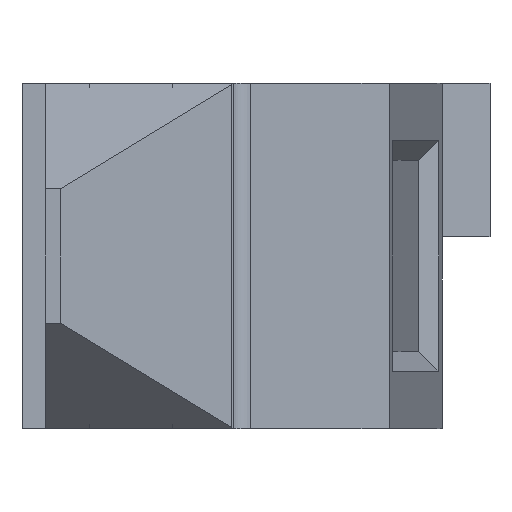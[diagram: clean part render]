
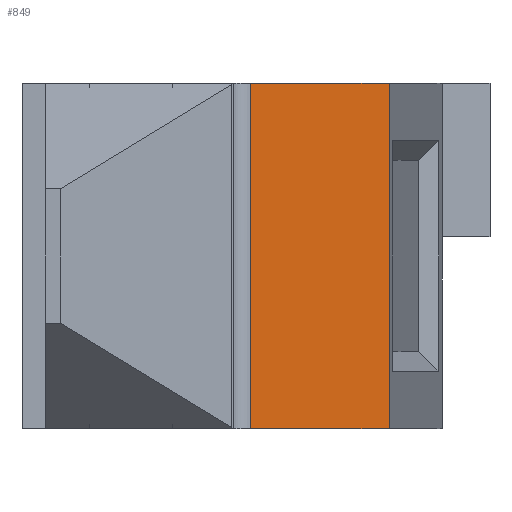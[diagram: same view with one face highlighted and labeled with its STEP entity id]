
A CAD part, left-side view. The second image highlights one B-rep face of the part: STEP entity #849.
In plain terms, the highlighted planar face has unit normal (-0.67, -0.743, 0).
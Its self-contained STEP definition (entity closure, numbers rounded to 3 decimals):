
#58 = CARTESIAN_POINT ( 'NONE',  ( -85.519, -94.799, -18. ) ) ;
#100 = CARTESIAN_POINT ( 'NONE',  ( -108.005, -74.514, 23. ) ) ;
#159 = VECTOR ( 'NONE', #2060, 1000. ) ;
#297 = EDGE_LOOP ( 'NONE', ( #1219, #1199, #1319, #1427 ) ) ;
#327 = EDGE_CURVE ( 'NONE', #1854, #1038, #1329, .T. ) ;
#421 = DIRECTION ( 'NONE',  ( 0.743, -0.67, 0. ) ) ;
#538 = FACE_OUTER_BOUND ( 'NONE', #297, .T. ) ;
#559 = LINE ( 'NONE', #930, #711 ) ;
#604 = LINE ( 'NONE', #100, #159 ) ;
#711 = VECTOR ( 'NONE', #2188, 1000. ) ;
#729 = DIRECTION ( 'NONE',  ( -0.67, -0.743, 0. ) ) ;
#793 = VECTOR ( 'NONE', #1863, 1000. ) ;
#849 = ADVANCED_FACE ( 'NONE', ( #538 ), #2369, .T. ) ;
#851 = VECTOR ( 'NONE', #421, 1000. ) ;
#930 = CARTESIAN_POINT ( 'NONE',  ( -116.003, -67.298, 23. ) ) ;
#1038 = VERTEX_POINT ( 'NONE', #1614 ) ;
#1199 = ORIENTED_EDGE ( 'NONE', *, *, #2159, .T. ) ;
#1219 = ORIENTED_EDGE ( 'NONE', *, *, #327, .F. ) ;
#1319 = ORIENTED_EDGE ( 'NONE', *, *, #2337, .F. ) ;
#1329 = LINE ( 'NONE', #2250, #851 ) ;
#1392 = AXIS2_PLACEMENT_3D ( 'NONE', #1432, #729, #2132 ) ;
#1427 = ORIENTED_EDGE ( 'NONE', *, *, #1499, .T. ) ;
#1432 = CARTESIAN_POINT ( 'NONE',  ( -85.519, -94.799, 23. ) ) ;
#1469 = CARTESIAN_POINT ( 'NONE',  ( -116.003, -67.298, 0. ) ) ;
#1499 = EDGE_CURVE ( 'NONE', #1834, #1038, #604, .T. ) ;
#1507 = LINE ( 'NONE', #58, #793 ) ;
#1614 = CARTESIAN_POINT ( 'NONE',  ( -108.005, -74.514, 0. ) ) ;
#1834 = VERTEX_POINT ( 'NONE', #2180 ) ;
#1854 = VERTEX_POINT ( 'NONE', #1469 ) ;
#1863 = DIRECTION ( 'NONE',  ( -0.743, 0.67, 0. ) ) ;
#1960 = VERTEX_POINT ( 'NONE', #2223 ) ;
#2060 = DIRECTION ( 'NONE',  ( 0., 0., 1. ) ) ;
#2132 = DIRECTION ( 'NONE',  ( 0.743, -0.67, 0. ) ) ;
#2159 = EDGE_CURVE ( 'NONE', #1854, #1960, #559, .T. ) ;
#2180 = CARTESIAN_POINT ( 'NONE',  ( -108.005, -74.514, -18. ) ) ;
#2188 = DIRECTION ( 'NONE',  ( 0., 0., -1. ) ) ;
#2223 = CARTESIAN_POINT ( 'NONE',  ( -116.003, -67.298, -18. ) ) ;
#2250 = CARTESIAN_POINT ( 'NONE',  ( -85.519, -94.799, 0. ) ) ;
#2337 = EDGE_CURVE ( 'NONE', #1834, #1960, #1507, .T. ) ;
#2369 = PLANE ( 'NONE',  #1392 ) ;
